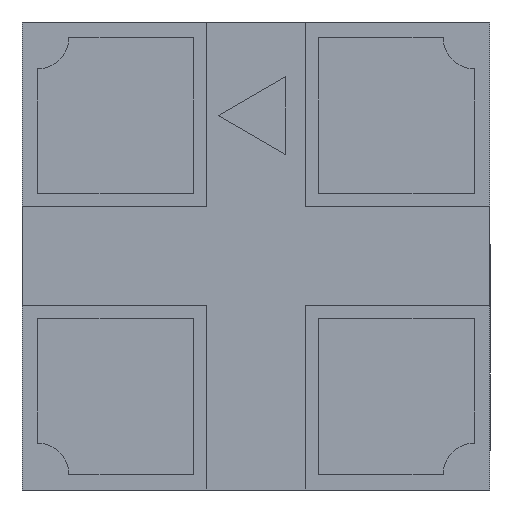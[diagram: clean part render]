
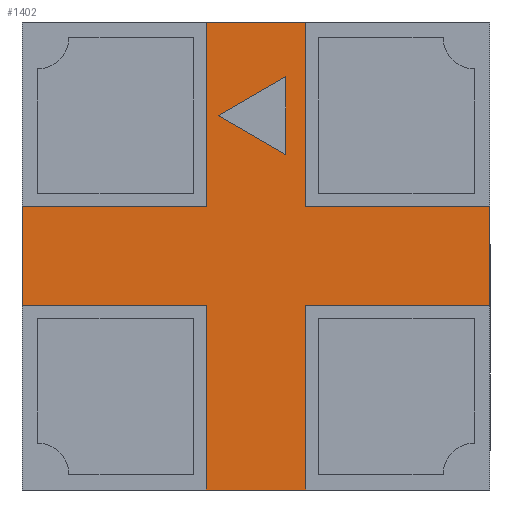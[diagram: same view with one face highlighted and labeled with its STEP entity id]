
A CAD part, front view. The second image highlights one B-rep face of the part: STEP entity #1402.
In plain terms, the highlighted planar face has unit normal (0, -1, 0).
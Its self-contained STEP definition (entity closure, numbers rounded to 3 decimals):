
#18 = ORIENTED_EDGE ( 'NONE', *, *, #825, .F. ) ;
#27 = VERTEX_POINT ( 'NONE', #1749 ) ;
#38 = CARTESIAN_POINT ( 'NONE',  ( -0.75, 0., -0.16 ) ) ;
#59 = DIRECTION ( 'NONE',  ( 0., 0., 1. ) ) ;
#93 = LINE ( 'NONE', #1201, #428 ) ;
#125 = DIRECTION ( 'NONE',  ( 0.866, 0., -0.5 ) ) ;
#137 = EDGE_CURVE ( 'NONE', #1339, #410, #607, .T. ) ;
#164 = PLANE ( 'NONE',  #791 ) ;
#194 = EDGE_LOOP ( 'NONE', ( #797, #562, #481 ) ) ;
#220 = VECTOR ( 'NONE', #1039, 1000. ) ;
#222 = LINE ( 'NONE', #697, #1080 ) ;
#230 = VECTOR ( 'NONE', #1299, 1000. ) ;
#280 = DIRECTION ( 'NONE',  ( 0., 0., 1. ) ) ;
#302 = DIRECTION ( 'NONE',  ( 1., 0., 0. ) ) ;
#306 = FACE_OUTER_BOUND ( 'NONE', #1171, .T. ) ;
#365 = VERTEX_POINT ( 'NONE', #1905 ) ;
#367 = CARTESIAN_POINT ( 'NONE',  ( 0.095, 0., 0.575 ) ) ;
#410 = VERTEX_POINT ( 'NONE', #1808 ) ;
#428 = VECTOR ( 'NONE', #1389, 1000. ) ;
#442 = CARTESIAN_POINT ( 'NONE',  ( 0.75, 0., -0.16 ) ) ;
#467 = ORIENTED_EDGE ( 'NONE', *, *, #485, .T. ) ;
#468 = CARTESIAN_POINT ( 'NONE',  ( -0.75, 0., 0.16 ) ) ;
#481 = ORIENTED_EDGE ( 'NONE', *, *, #955, .F. ) ;
#485 = EDGE_CURVE ( 'NONE', #1961, #1192, #503, .T. ) ;
#492 = LINE ( 'NONE', #1952, #1976 ) ;
#503 = LINE ( 'NONE', #38, #230 ) ;
#507 = ORIENTED_EDGE ( 'NONE', *, *, #629, .F. ) ;
#516 = ORIENTED_EDGE ( 'NONE', *, *, #1044, .T. ) ;
#546 = ORIENTED_EDGE ( 'NONE', *, *, #1892, .T. ) ;
#562 = ORIENTED_EDGE ( 'NONE', *, *, #947, .F. ) ;
#568 = LINE ( 'NONE', #1244, #1987 ) ;
#591 = CARTESIAN_POINT ( 'NONE',  ( 0.095, 0., 0.325 ) ) ;
#599 = VERTEX_POINT ( 'NONE', #1793 ) ;
#607 = LINE ( 'NONE', #1242, #2002 ) ;
#629 = EDGE_CURVE ( 'NONE', #1463, #1128, #492, .T. ) ;
#694 = EDGE_CURVE ( 'NONE', #2061, #1119, #222, .T. ) ;
#697 = CARTESIAN_POINT ( 'NONE',  ( 0.16, 0., -0.75 ) ) ;
#759 = LINE ( 'NONE', #1514, #220 ) ;
#791 = AXIS2_PLACEMENT_3D ( 'NONE', #2097, #1924, #1437 ) ;
#797 = ORIENTED_EDGE ( 'NONE', *, *, #1010, .F. ) ;
#809 = VECTOR ( 'NONE', #1744, 1000. ) ;
#822 = VERTEX_POINT ( 'NONE', #591 ) ;
#825 = EDGE_CURVE ( 'NONE', #1961, #1463, #1091, .T. ) ;
#867 = CARTESIAN_POINT ( 'NONE',  ( 0.16, 0., -0.75 ) ) ;
#892 = CARTESIAN_POINT ( 'NONE',  ( -0.75, 0., 0. ) ) ;
#893 = LINE ( 'NONE', #1104, #809 ) ;
#945 = CARTESIAN_POINT ( 'NONE',  ( -0.16, 0., 0.16 ) ) ;
#946 = CARTESIAN_POINT ( 'NONE',  ( -0.75, 0., -0.16 ) ) ;
#947 = EDGE_CURVE ( 'NONE', #1187, #27, #93, .T. ) ;
#955 = EDGE_CURVE ( 'NONE', #822, #1187, #1732, .T. ) ;
#958 = VECTOR ( 'NONE', #125, 1000. ) ;
#961 = EDGE_CURVE ( 'NONE', #365, #1491, #568, .T. ) ;
#972 = ORIENTED_EDGE ( 'NONE', *, *, #1194, .F. ) ;
#985 = CARTESIAN_POINT ( 'NONE',  ( -0.16, 0., 0.75 ) ) ;
#1010 = EDGE_CURVE ( 'NONE', #27, #822, #2073, .T. ) ;
#1039 = DIRECTION ( 'NONE',  ( 0., 0., -1. ) ) ;
#1044 = EDGE_CURVE ( 'NONE', #1192, #1119, #1770, .T. ) ;
#1067 = DIRECTION ( 'NONE',  ( 0., 0., 1. ) ) ;
#1078 = DIRECTION ( 'NONE',  ( -1., 0., 0. ) ) ;
#1080 = VECTOR ( 'NONE', #1191, 1000. ) ;
#1091 = LINE ( 'NONE', #892, #1914 ) ;
#1104 = CARTESIAN_POINT ( 'NONE',  ( 0.75, 0., 0.16 ) ) ;
#1105 = CARTESIAN_POINT ( 'NONE',  ( 0.16, 0., 0.16 ) ) ;
#1108 = ORIENTED_EDGE ( 'NONE', *, *, #1964, .F. ) ;
#1119 = VERTEX_POINT ( 'NONE', #1753 ) ;
#1128 = VERTEX_POINT ( 'NONE', #945 ) ;
#1148 = ORIENTED_EDGE ( 'NONE', *, *, #694, .F. ) ;
#1151 = ORIENTED_EDGE ( 'NONE', *, *, #1544, .F. ) ;
#1162 = VECTOR ( 'NONE', #2052, 1000. ) ;
#1171 = EDGE_LOOP ( 'NONE', ( #1529, #1108, #972, #507, #18, #467, #516, #1148, #1151, #1550, #1870, #546 ) ) ;
#1187 = VERTEX_POINT ( 'NONE', #367 ) ;
#1191 = DIRECTION ( 'NONE',  ( -1., 0., 0. ) ) ;
#1192 = VERTEX_POINT ( 'NONE', #1629 ) ;
#1194 = EDGE_CURVE ( 'NONE', #1128, #599, #1842, .T. ) ;
#1201 = CARTESIAN_POINT ( 'NONE',  ( -0.225, 0., 0.39 ) ) ;
#1235 = LINE ( 'NONE', #442, #1796 ) ;
#1242 = CARTESIAN_POINT ( 'NONE',  ( 0.16, 0., 0.16 ) ) ;
#1244 = CARTESIAN_POINT ( 'NONE',  ( 0.75, 0., 0. ) ) ;
#1290 = CARTESIAN_POINT ( 'NONE',  ( 0.75, 0., 0.16 ) ) ;
#1299 = DIRECTION ( 'NONE',  ( 1., 0., 0. ) ) ;
#1339 = VERTEX_POINT ( 'NONE', #1105 ) ;
#1346 = VECTOR ( 'NONE', #1761, 1000. ) ;
#1359 = VECTOR ( 'NONE', #59, 1000. ) ;
#1389 = DIRECTION ( 'NONE',  ( -0.866, 0., -0.5 ) ) ;
#1402 = ADVANCED_FACE ( 'NONE', ( #306, #1424 ), #164, .F. ) ;
#1424 = FACE_BOUND ( 'NONE', #194, .T. ) ;
#1427 = VECTOR ( 'NONE', #1782, 1000. ) ;
#1437 = DIRECTION ( 'NONE',  ( 0., 0., 1. ) ) ;
#1439 = DIRECTION ( 'NONE',  ( 0., 0., 1. ) ) ;
#1453 = CARTESIAN_POINT ( 'NONE',  ( 0.165, 0., 0.285 ) ) ;
#1463 = VERTEX_POINT ( 'NONE', #468 ) ;
#1491 = VERTEX_POINT ( 'NONE', #1290 ) ;
#1514 = CARTESIAN_POINT ( 'NONE',  ( 0.16, 0., -0.16 ) ) ;
#1529 = ORIENTED_EDGE ( 'NONE', *, *, #137, .T. ) ;
#1544 = EDGE_CURVE ( 'NONE', #1676, #2061, #759, .T. ) ;
#1550 = ORIENTED_EDGE ( 'NONE', *, *, #1937, .F. ) ;
#1585 = CARTESIAN_POINT ( 'NONE',  ( -0.16, 0., -0.16 ) ) ;
#1629 = CARTESIAN_POINT ( 'NONE',  ( -0.16, 0., -0.16 ) ) ;
#1676 = VERTEX_POINT ( 'NONE', #1884 ) ;
#1697 = CARTESIAN_POINT ( 'NONE',  ( 0.095, 0., 0. ) ) ;
#1732 = LINE ( 'NONE', #1697, #1162 ) ;
#1744 = DIRECTION ( 'NONE',  ( -1., 0., 0. ) ) ;
#1749 = CARTESIAN_POINT ( 'NONE',  ( -0.121, 0., 0.45 ) ) ;
#1753 = CARTESIAN_POINT ( 'NONE',  ( -0.16, 0., -0.75 ) ) ;
#1761 = DIRECTION ( 'NONE',  ( 1., 0., 0. ) ) ;
#1770 = LINE ( 'NONE', #1585, #1427 ) ;
#1782 = DIRECTION ( 'NONE',  ( 0., 0., -1. ) ) ;
#1793 = CARTESIAN_POINT ( 'NONE',  ( -0.16, 0., 0.75 ) ) ;
#1796 = VECTOR ( 'NONE', #1078, 1000. ) ;
#1808 = CARTESIAN_POINT ( 'NONE',  ( 0.16, 0., 0.75 ) ) ;
#1813 = CARTESIAN_POINT ( 'NONE',  ( -0.16, 0., 0.16 ) ) ;
#1842 = LINE ( 'NONE', #1813, #1359 ) ;
#1870 = ORIENTED_EDGE ( 'NONE', *, *, #961, .T. ) ;
#1884 = CARTESIAN_POINT ( 'NONE',  ( 0.16, 0., -0.16 ) ) ;
#1892 = EDGE_CURVE ( 'NONE', #1491, #1339, #893, .T. ) ;
#1905 = CARTESIAN_POINT ( 'NONE',  ( 0.75, 0., -0.16 ) ) ;
#1914 = VECTOR ( 'NONE', #1067, 1000. ) ;
#1924 = DIRECTION ( 'NONE',  ( 0., 1., 0. ) ) ;
#1937 = EDGE_CURVE ( 'NONE', #365, #1676, #1235, .T. ) ;
#1951 = LINE ( 'NONE', #985, #1346 ) ;
#1952 = CARTESIAN_POINT ( 'NONE',  ( -0.75, 0., 0.16 ) ) ;
#1961 = VERTEX_POINT ( 'NONE', #946 ) ;
#1964 = EDGE_CURVE ( 'NONE', #599, #410, #1951, .T. ) ;
#1976 = VECTOR ( 'NONE', #302, 1000. ) ;
#1987 = VECTOR ( 'NONE', #280, 1000. ) ;
#2002 = VECTOR ( 'NONE', #1439, 1000. ) ;
#2052 = DIRECTION ( 'NONE',  ( 0., 0., 1. ) ) ;
#2061 = VERTEX_POINT ( 'NONE', #867 ) ;
#2073 = LINE ( 'NONE', #1453, #958 ) ;
#2097 = CARTESIAN_POINT ( 'NONE',  ( 0., 0., 0. ) ) ;
